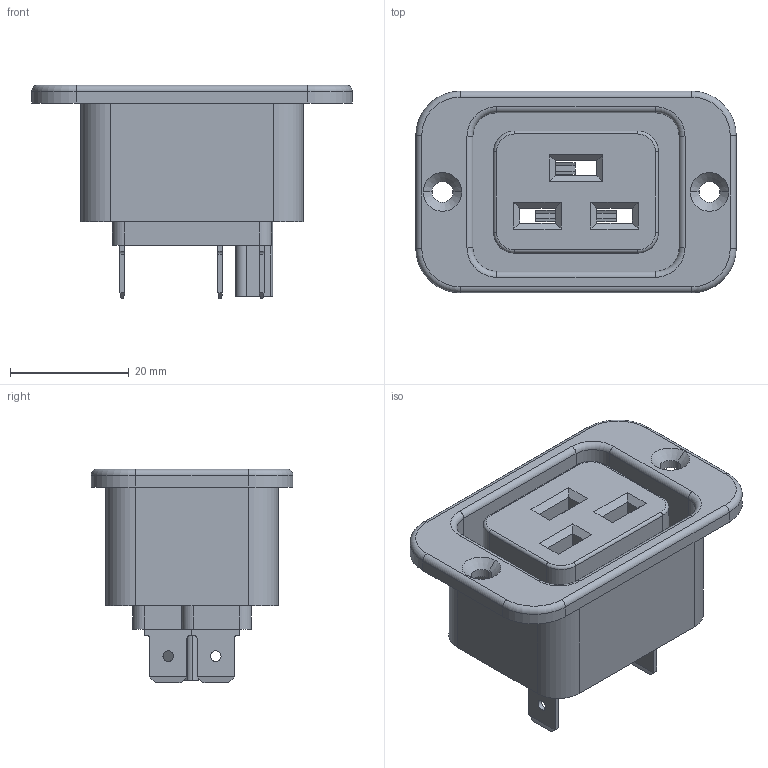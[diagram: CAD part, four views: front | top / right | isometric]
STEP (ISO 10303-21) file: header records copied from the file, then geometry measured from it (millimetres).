
FILE_DESCRIPTION (( 'STEP AP214' ), '1' );
FILE_NAME ('743W-6.3.STEP', '2014-02-13T01:13:45', ( 'USER' ), ( 'NONE' ), 'SwSTEP 2.0', 'SolidWorks 2010', '' );
FILE_SCHEMA (( 'AUTOMOTIVE_DESIGN' ));
Length unit declared in the file: millimetre
Products named in the file (1): 743W-6.3
Bounding box: 54 x 34 x 36 mm (x, y, z)
Surface area: 14579.1 mm2 (no closed solid volume)
Topology: 0 solids, 4 shells, 202 faces, 634 edges, 428 vertices
Faces by surface type: plane 125, cylinder 61, torus 12, cone 4
Entity records: 9204 total; most frequent: CARTESIAN_POINT 1310, DIRECTION 1176, ORIENTED_EDGE 1100, EDGE_CURVE 634, VECTOR 468, LINE 468, VERTEX_POINT 428, AXIS2_PLACEMENT_3D 354
